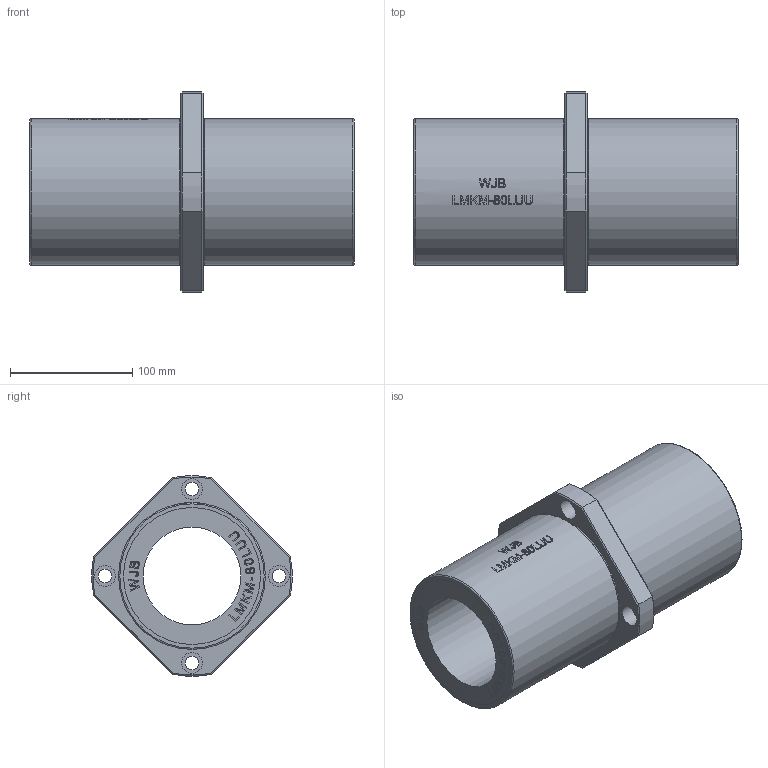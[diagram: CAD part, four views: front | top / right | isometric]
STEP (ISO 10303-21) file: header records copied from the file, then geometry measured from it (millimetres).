
FILE_DESCRIPTION(/* description */ (''),/* implementation_level */ '2;1');
FILE_NAME(/* name */ 'WJB-LMKM-80LUU.stp',/* time_stamp */ '2018-09-26T17:19:39+08:00',/* author */ (''),/* organization */ (''),/* preprocessor_version */ 'ST-DEVELOPER v11',/* originating_system */ 'SIEMENS UGS NX 6.0',/* authorisation */ '');
FILE_SCHEMA (('CONFIG_CONTROL_DESIGN'));
Length unit declared in the file: millimetre
Products named in the file (1): WJB-LMKM-80LUU
Bounding box: 265 x 163.66 x 163.66 mm (x, y, z)
Volume: 1764237.4 mm3; surface area: 196155.4 mm2
Topology: 1 solids, 1 shells, 417 faces, 1049 edges, 696 vertices
Faces by surface type: plane 265, extrusion 105, cylinder 35, cone 8, torus 4
Full cylindrical faces by diameter (mm): 11 x4, 17 x4, 80 x1, 112 x2, 120 x2
Entity records: 15503 total; most frequent: CARTESIAN_POINT 6073, ORIENTED_EDGE 2052, DIRECTION 1515, EDGE_CURVE 1026, VERTEX_POINT 690, VECTOR 645, LINE 540, EDGE_LOOP 506
